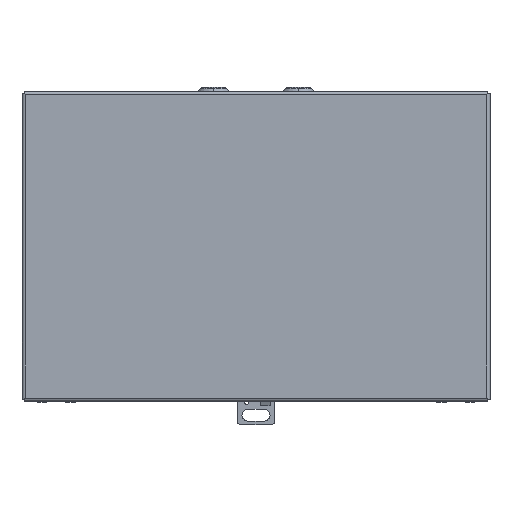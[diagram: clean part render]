
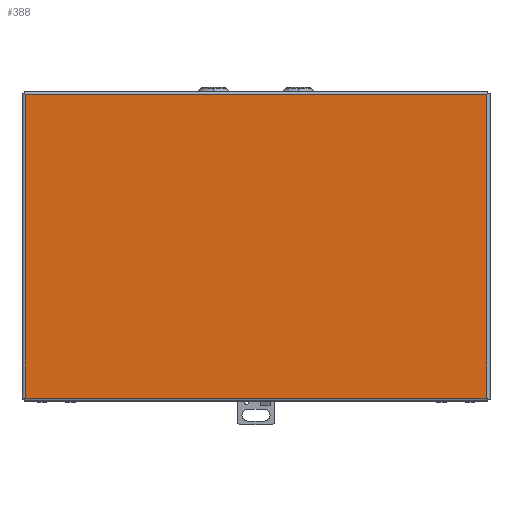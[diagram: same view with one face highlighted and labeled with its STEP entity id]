
A CAD part, top view. The second image highlights one B-rep face of the part: STEP entity #388.
In plain terms, the highlighted planar face has unit normal (0, 0, 1).
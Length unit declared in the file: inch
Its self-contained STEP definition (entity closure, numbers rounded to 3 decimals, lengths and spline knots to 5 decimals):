
#159 = CARTESIAN_POINT ( 'NONE',  ( 6.1585, -0.029, 6.0285 ) ) ;
#388 = ADVANCED_FACE ( 'NONE', ( #9734 ), #6116, .T. ) ;
#2003 = LINE ( 'NONE', #14181, #12852 ) ;
#2742 = CARTESIAN_POINT ( 'NONE',  ( 6.1585, -8.135, 6.0285 ) ) ;
#2967 = DIRECTION ( 'NONE',  ( -1., 0., 0. ) ) ;
#3363 = CARTESIAN_POINT ( 'NONE',  ( -6.1585, -8.135, 6.0285 ) ) ;
#3887 = CARTESIAN_POINT ( 'NONE',  ( 6.1585, -0.029, 6.0285 ) ) ;
#4638 = VECTOR ( 'NONE', #14475, 39.37008 ) ;
#4778 = LINE ( 'NONE', #9629, #6666 ) ;
#6116 = PLANE ( 'NONE',  #14159 ) ;
#6202 = DIRECTION ( 'NONE',  ( 0., 0., 1. ) ) ;
#6572 = EDGE_CURVE ( 'NONE', #14152, #9176, #2003, .T. ) ;
#6666 = VECTOR ( 'NONE', #7132, 39.37008 ) ;
#7132 = DIRECTION ( 'NONE',  ( 0., 1., 0. ) ) ;
#7254 = ORIENTED_EDGE ( 'NONE', *, *, #6572, .F. ) ;
#7931 = EDGE_LOOP ( 'NONE', ( #7969, #7254, #14954, #13201 ) ) ;
#7969 = ORIENTED_EDGE ( 'NONE', *, *, #10403, .F. ) ;
#7994 = LINE ( 'NONE', #13057, #10860 ) ;
#9176 = VERTEX_POINT ( 'NONE', #3363 ) ;
#9321 = VERTEX_POINT ( 'NONE', #15101 ) ;
#9629 = CARTESIAN_POINT ( 'NONE',  ( -6.1585, -8.135, 6.0285 ) ) ;
#9734 = FACE_OUTER_BOUND ( 'NONE', #7931, .T. ) ;
#10403 = EDGE_CURVE ( 'NONE', #9176, #9321, #4778, .T. ) ;
#10860 = VECTOR ( 'NONE', #12741, 39.37008 ) ;
#12380 = EDGE_CURVE ( 'NONE', #12955, #14152, #14630, .T. ) ;
#12741 = DIRECTION ( 'NONE',  ( 1., 0., 0. ) ) ;
#12852 = VECTOR ( 'NONE', #2967, 39.37008 ) ;
#12955 = VERTEX_POINT ( 'NONE', #3887 ) ;
#13057 = CARTESIAN_POINT ( 'NONE',  ( -6.1585, -0.029, 6.0285 ) ) ;
#13201 = ORIENTED_EDGE ( 'NONE', *, *, #13863, .F. ) ;
#13251 = CARTESIAN_POINT ( 'NONE',  ( 6.1585, -0.029, 6.0285 ) ) ;
#13863 = EDGE_CURVE ( 'NONE', #9321, #12955, #7994, .T. ) ;
#14152 = VERTEX_POINT ( 'NONE', #2742 ) ;
#14159 = AXIS2_PLACEMENT_3D ( 'NONE', #159, #6202, #14667 ) ;
#14181 = CARTESIAN_POINT ( 'NONE',  ( 6.1585, -8.135, 6.0285 ) ) ;
#14475 = DIRECTION ( 'NONE',  ( 0., -1., 0. ) ) ;
#14630 = LINE ( 'NONE', #13251, #4638 ) ;
#14667 = DIRECTION ( 'NONE',  ( -1., 0., 0. ) ) ;
#14954 = ORIENTED_EDGE ( 'NONE', *, *, #12380, .F. ) ;
#15101 = CARTESIAN_POINT ( 'NONE',  ( -6.1585, -0.029, 6.0285 ) ) ;
